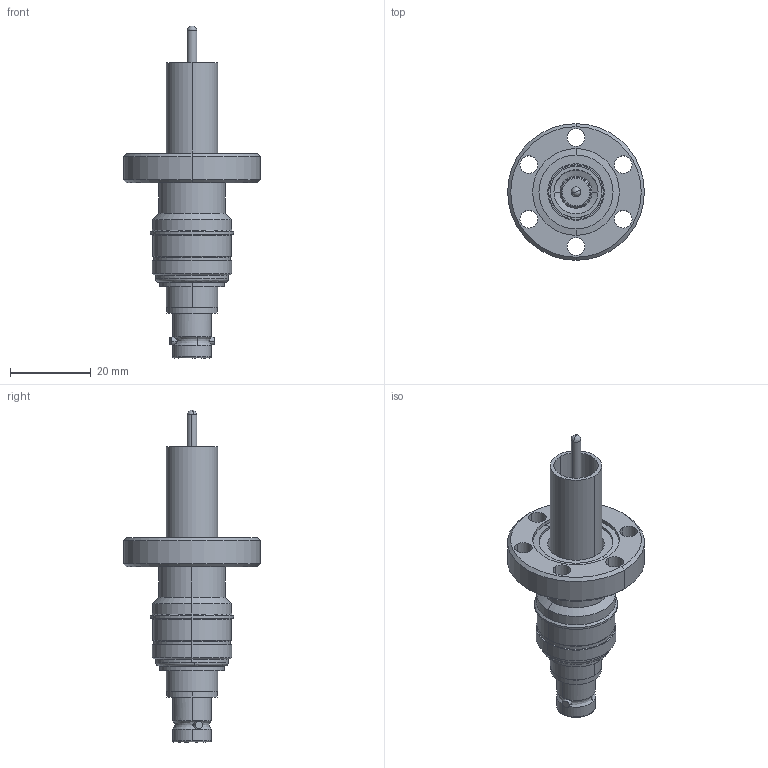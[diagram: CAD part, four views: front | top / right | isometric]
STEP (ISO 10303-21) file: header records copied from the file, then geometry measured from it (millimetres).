
FILE_DESCRIPTION (( 'STEP AP203' ), '1' );
FILE_NAME ('A0310-1-CF.STEP', '2011-10-31T16:49:14', ( '' ), ( '' ), 'SwSTEP 2.0', 'SolidWorks 2011', '' );
FILE_SCHEMA (( 'CONFIG_CONTROL_DESIGN' ));
Length unit declared in the file: inch
Products named in the file (1): A0310-1-CF
Bounding box: 33.78 x 33.78 x 82.04 mm (x, y, z)
Volume: 10637.5 mm3; surface area: 13459.7 mm2
Topology: 3 solids, 3 shells, 183 faces, 430 edges, 272 vertices
Faces by surface type: cylinder 97, cone 34, plane 34, bspline 18
Entity records: 6062 total; most frequent: CARTESIAN_POINT 1622, DIRECTION 1011, ORIENTED_EDGE 852, AXIS2_PLACEMENT_3D 433, EDGE_CURVE 426, VERTEX_POINT 272, CIRCLE 267, EDGE_LOOP 222
